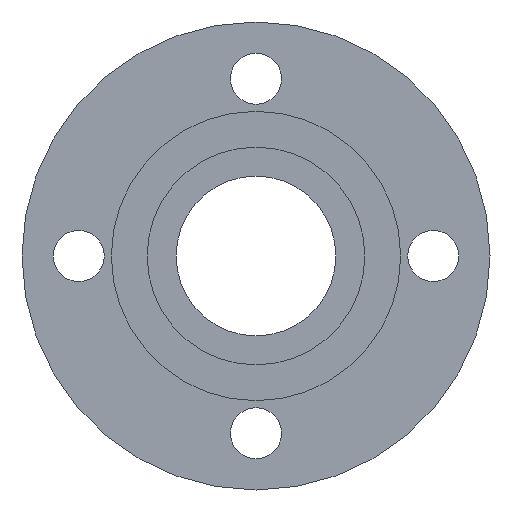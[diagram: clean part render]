
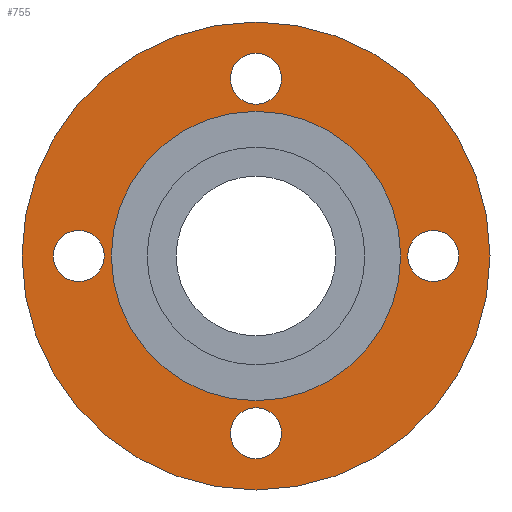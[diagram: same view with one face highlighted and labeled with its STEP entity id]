
A CAD part, front view. The second image highlights one B-rep face of the part: STEP entity #755.
In plain terms, the highlighted planar face has unit normal (0, -1, 0).
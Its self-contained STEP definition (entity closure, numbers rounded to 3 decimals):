
#2 = DIRECTION ( 'NONE',  ( 0., 0., 1. ) ) ;
#3 = EDGE_CURVE ( 'NONE', #870, #370, #201, .T. ) ;
#5 = AXIS2_PLACEMENT_3D ( 'NONE', #601, #347, #123 ) ;
#6 = CARTESIAN_POINT ( 'NONE',  ( 0., 4., 51. ) ) ;
#28 = DIRECTION ( 'NONE',  ( 0., 0., -1. ) ) ;
#29 = CIRCLE ( 'NONE', #235, 9. ) ;
#36 = CARTESIAN_POINT ( 'NONE',  ( 62.5, 4., 0. ) ) ;
#45 = DIRECTION ( 'NONE',  ( 0., 0., 1. ) ) ;
#56 = EDGE_CURVE ( 'NONE', #642, #137, #561, .T. ) ;
#61 = CARTESIAN_POINT ( 'NONE',  ( 0., 4., 51. ) ) ;
#62 = ORIENTED_EDGE ( 'NONE', *, *, #707, .F. ) ;
#67 = VERTEX_POINT ( 'NONE', #851 ) ;
#70 = DIRECTION ( 'NONE',  ( 0., 1., 0. ) ) ;
#80 = CIRCLE ( 'NONE', #705, 51. ) ;
#101 = EDGE_LOOP ( 'NONE', ( #205, #399 ) ) ;
#105 = VERTEX_POINT ( 'NONE', #6 ) ;
#109 = DIRECTION ( 'NONE',  ( 0., -1., 0. ) ) ;
#123 = DIRECTION ( 'NONE',  ( 0., 0., -1. ) ) ;
#133 = AXIS2_PLACEMENT_3D ( 'NONE', #605, #109, #787 ) ;
#135 = AXIS2_PLACEMENT_3D ( 'NONE', #538, #171, #193 ) ;
#137 = VERTEX_POINT ( 'NONE', #407 ) ;
#144 = ORIENTED_EDGE ( 'NONE', *, *, #521, .F. ) ;
#163 = ORIENTED_EDGE ( 'NONE', *, *, #405, .F. ) ;
#164 = EDGE_CURVE ( 'NONE', #564, #173, #324, .T. ) ;
#165 = DIRECTION ( 'NONE',  ( 0., 1., 0. ) ) ;
#171 = DIRECTION ( 'NONE',  ( 0., 1., 0. ) ) ;
#173 = VERTEX_POINT ( 'NONE', #804 ) ;
#174 = PLANE ( 'NONE',  #586 ) ;
#175 = VERTEX_POINT ( 'NONE', #539 ) ;
#188 = CARTESIAN_POINT ( 'NONE',  ( 0., 4., -71.5 ) ) ;
#193 = DIRECTION ( 'NONE',  ( 0., 0., 1. ) ) ;
#201 = CIRCLE ( 'NONE', #691, 82.5 ) ;
#205 = ORIENTED_EDGE ( 'NONE', *, *, #739, .T. ) ;
#218 = AXIS2_PLACEMENT_3D ( 'NONE', #253, #339, #466 ) ;
#232 = AXIS2_PLACEMENT_3D ( 'NONE', #456, #397, #28 ) ;
#233 = CIRCLE ( 'NONE', #218, 9. ) ;
#234 = ORIENTED_EDGE ( 'NONE', *, *, #673, .F. ) ;
#235 = AXIS2_PLACEMENT_3D ( 'NONE', #256, #260, #662 ) ;
#244 = FACE_BOUND ( 'NONE', #495, .T. ) ;
#249 = CARTESIAN_POINT ( 'NONE',  ( 0., 4., 71.5 ) ) ;
#250 = DIRECTION ( 'NONE',  ( 0., 0., -1. ) ) ;
#253 = CARTESIAN_POINT ( 'NONE',  ( 0., 4., -62.5 ) ) ;
#254 = ORIENTED_EDGE ( 'NONE', *, *, #464, .F. ) ;
#256 = CARTESIAN_POINT ( 'NONE',  ( 0., 4., 62.5 ) ) ;
#260 = DIRECTION ( 'NONE',  ( 0., -1., 0. ) ) ;
#262 = FACE_BOUND ( 'NONE', #101, .T. ) ;
#278 = CARTESIAN_POINT ( 'NONE',  ( 0., 4., -82.5 ) ) ;
#283 = AXIS2_PLACEMENT_3D ( 'NONE', #36, #395, #250 ) ;
#296 = AXIS2_PLACEMENT_3D ( 'NONE', #668, #469, #785 ) ;
#297 = DIRECTION ( 'NONE',  ( 0., -1., 0. ) ) ;
#313 = CIRCLE ( 'NONE', #283, 9. ) ;
#318 = CARTESIAN_POINT ( 'NONE',  ( 0., 4., 0. ) ) ;
#323 = DIRECTION ( 'NONE',  ( 0., -1., 0. ) ) ;
#324 = CIRCLE ( 'NONE', #5, 9. ) ;
#339 = DIRECTION ( 'NONE',  ( 0., -1., 0. ) ) ;
#340 = EDGE_LOOP ( 'NONE', ( #661, #439 ) ) ;
#347 = DIRECTION ( 'NONE',  ( 0., -1., 0. ) ) ;
#355 = VERTEX_POINT ( 'NONE', #249 ) ;
#370 = VERTEX_POINT ( 'NONE', #862 ) ;
#380 = CARTESIAN_POINT ( 'NONE',  ( 0., 4., 0. ) ) ;
#386 = DIRECTION ( 'NONE',  ( 0., 0., 1. ) ) ;
#395 = DIRECTION ( 'NONE',  ( 0., -1., 0. ) ) ;
#397 = DIRECTION ( 'NONE',  ( 0., -1., 0. ) ) ;
#399 = ORIENTED_EDGE ( 'NONE', *, *, #833, .T. ) ;
#400 = CARTESIAN_POINT ( 'NONE',  ( -62.5, 4., 9. ) ) ;
#403 = FACE_BOUND ( 'NONE', #617, .T. ) ;
#404 = ORIENTED_EDGE ( 'NONE', *, *, #56, .F. ) ;
#405 = EDGE_CURVE ( 'NONE', #355, #175, #29, .T. ) ;
#407 = CARTESIAN_POINT ( 'NONE',  ( 62.5, 4., 9. ) ) ;
#434 = ORIENTED_EDGE ( 'NONE', *, *, #3, .F. ) ;
#439 = ORIENTED_EDGE ( 'NONE', *, *, #164, .F. ) ;
#456 = CARTESIAN_POINT ( 'NONE',  ( 62.5, 4., 0. ) ) ;
#457 = DIRECTION ( 'NONE',  ( 0., 1., 0. ) ) ;
#460 = VERTEX_POINT ( 'NONE', #674 ) ;
#464 = EDGE_CURVE ( 'NONE', #137, #642, #313, .T. ) ;
#466 = DIRECTION ( 'NONE',  ( 0., 0., -1. ) ) ;
#469 = DIRECTION ( 'NONE',  ( 0., -1., 0. ) ) ;
#495 = EDGE_LOOP ( 'NONE', ( #404, #254 ) ) ;
#512 = CIRCLE ( 'NONE', #133, 9. ) ;
#521 = EDGE_CURVE ( 'NONE', #370, #870, #715, .T. ) ;
#538 = CARTESIAN_POINT ( 'NONE',  ( 0., 4., 0. ) ) ;
#539 = CARTESIAN_POINT ( 'NONE',  ( 0., 4., 53.5 ) ) ;
#544 = CARTESIAN_POINT ( 'NONE',  ( 62.5, 4., -9. ) ) ;
#550 = VERTEX_POINT ( 'NONE', #188 ) ;
#561 = CIRCLE ( 'NONE', #232, 9. ) ;
#564 = VERTEX_POINT ( 'NONE', #400 ) ;
#586 = AXIS2_PLACEMENT_3D ( 'NONE', #61, #323, #731 ) ;
#597 = EDGE_CURVE ( 'NONE', #173, #564, #692, .T. ) ;
#601 = CARTESIAN_POINT ( 'NONE',  ( -62.5, 4., 0. ) ) ;
#605 = CARTESIAN_POINT ( 'NONE',  ( 0., 4., -62.5 ) ) ;
#615 = EDGE_CURVE ( 'NONE', #175, #355, #656, .T. ) ;
#617 = EDGE_LOOP ( 'NONE', ( #780, #163 ) ) ;
#637 = DIRECTION ( 'NONE',  ( 0., 0., -1. ) ) ;
#642 = VERTEX_POINT ( 'NONE', #544 ) ;
#654 = FACE_OUTER_BOUND ( 'NONE', #887, .T. ) ;
#656 = CIRCLE ( 'NONE', #784, 9. ) ;
#661 = ORIENTED_EDGE ( 'NONE', *, *, #597, .F. ) ;
#662 = DIRECTION ( 'NONE',  ( 0., 0., -1. ) ) ;
#668 = CARTESIAN_POINT ( 'NONE',  ( -62.5, 4., 0. ) ) ;
#671 = FACE_BOUND ( 'NONE', #340, .T. ) ;
#673 = EDGE_CURVE ( 'NONE', #67, #550, #512, .T. ) ;
#674 = CARTESIAN_POINT ( 'NONE',  ( 0., 4., -51. ) ) ;
#680 = CARTESIAN_POINT ( 'NONE',  ( 0., 4., 0. ) ) ;
#691 = AXIS2_PLACEMENT_3D ( 'NONE', #380, #165, #45 ) ;
#692 = CIRCLE ( 'NONE', #296, 9. ) ;
#705 = AXIS2_PLACEMENT_3D ( 'NONE', #680, #70, #2 ) ;
#707 = EDGE_CURVE ( 'NONE', #550, #67, #233, .T. ) ;
#714 = CIRCLE ( 'NONE', #863, 51. ) ;
#715 = CIRCLE ( 'NONE', #135, 82.5 ) ;
#731 = DIRECTION ( 'NONE',  ( 0., 0., -1. ) ) ;
#739 = EDGE_CURVE ( 'NONE', #105, #460, #714, .T. ) ;
#755 = ADVANCED_FACE ( 'NONE', ( #244, #403, #671, #871, #262, #654 ), #174, .T. ) ;
#767 = EDGE_LOOP ( 'NONE', ( #62, #234 ) ) ;
#780 = ORIENTED_EDGE ( 'NONE', *, *, #615, .F. ) ;
#784 = AXIS2_PLACEMENT_3D ( 'NONE', #853, #297, #637 ) ;
#785 = DIRECTION ( 'NONE',  ( 0., 0., -1. ) ) ;
#787 = DIRECTION ( 'NONE',  ( 0., 0., -1. ) ) ;
#804 = CARTESIAN_POINT ( 'NONE',  ( -62.5, 4., -9. ) ) ;
#833 = EDGE_CURVE ( 'NONE', #460, #105, #80, .T. ) ;
#851 = CARTESIAN_POINT ( 'NONE',  ( 0., 4., -53.5 ) ) ;
#853 = CARTESIAN_POINT ( 'NONE',  ( 0., 4., 62.5 ) ) ;
#862 = CARTESIAN_POINT ( 'NONE',  ( 0., 4., 82.5 ) ) ;
#863 = AXIS2_PLACEMENT_3D ( 'NONE', #318, #457, #386 ) ;
#870 = VERTEX_POINT ( 'NONE', #278 ) ;
#871 = FACE_BOUND ( 'NONE', #767, .T. ) ;
#887 = EDGE_LOOP ( 'NONE', ( #144, #434 ) ) ;
